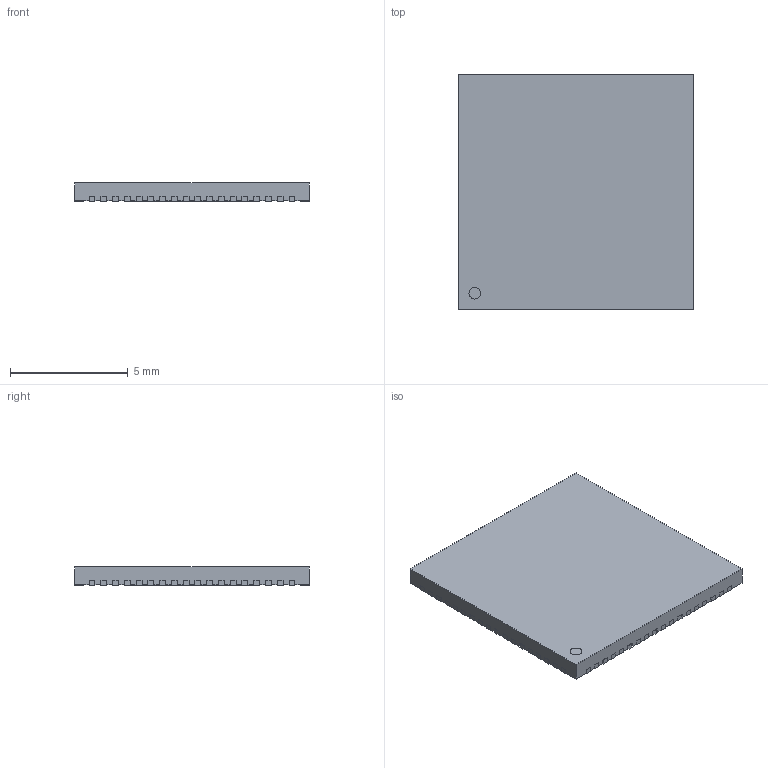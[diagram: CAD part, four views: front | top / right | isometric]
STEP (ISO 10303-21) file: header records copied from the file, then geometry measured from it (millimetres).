
FILE_DESCRIPTION(/* description */ ('model of QFN-72-1EP_10x10mm_Pitch0.5mm'),/* implementation_level */ '2;1');
FILE_NAME(/* name */ 'QFN-72-1EP_10x10mm_Pitch0.5mm.step',/* time_stamp */ '2024-12-03T05:39:12',/* author */ ('kicad StepUp','ksu'),/* organization */ ('FreeCAD'),/* preprocessor_version */ 'OCC',/* originating_system */ 'kicad StepUp',/* authorisation */ '');
FILE_SCHEMA(('AUTOMOTIVE_DESIGN { 1 0 10303 214 1 1 1 1 }'));
Length unit declared in the file: millimetre
Products named in the file (1): QFN_72_1EP_10x10mm_Pitch05mm
Bounding box: 10 x 10 x 0.77 mm (x, y, z)
Volume: 75.4 mm3; surface area: 231.9 mm2
Topology: 1 solids, 1 shells, 446 faces, 1326 edges, 884 vertices
Faces by surface type: plane 373, cylinder 73
Full cylindrical faces by diameter (mm): 0.5 x1
Entity records: 31948 total; most frequent: CARTESIAN_POINT 6112, DIRECTION 4580, LINE 3321, VECTOR 3321, ORIENTED_EDGE 2652, PCURVE 2652, DEFINITIONAL_REPRESENTATION 2652, EDGE_CURVE 1326
